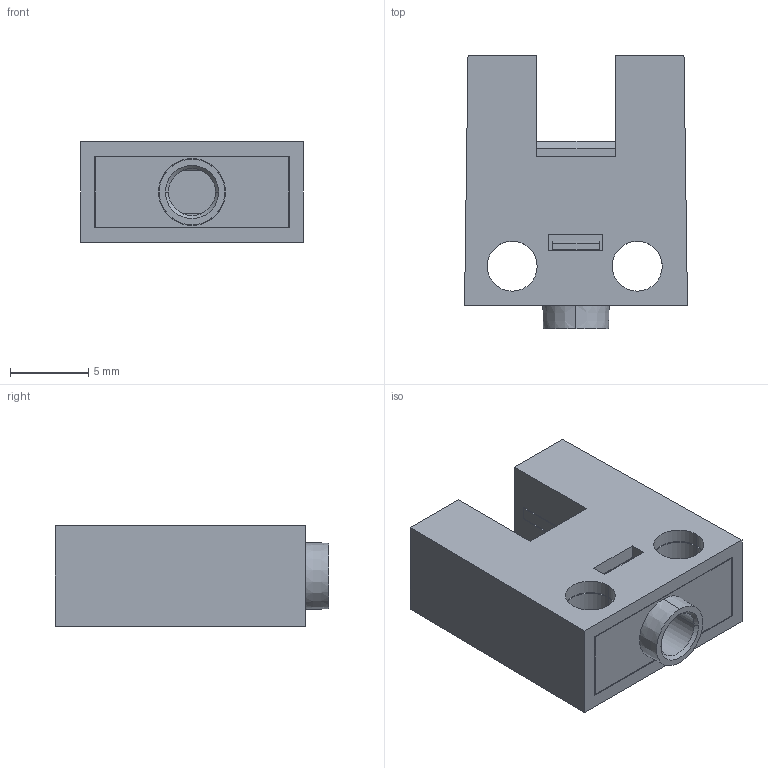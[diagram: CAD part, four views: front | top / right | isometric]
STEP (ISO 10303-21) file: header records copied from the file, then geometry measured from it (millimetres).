
FILE_DESCRIPTION((''),'2;1');
FILE_NAME('R25-210218_ASM','2021-05-26T',('admin'),(''),'PRO/ENGINEER BY PARAMETRIC TECHNOLOGY CORPORATION, 2008380','PRO/ENGINEER BY PARAMETRIC TECHNOLOGY CORPORATION, 2008380','');
FILE_SCHEMA(('CONFIG_CONTROL_DESIGN'));
Length unit declared in the file: millimetre
Products named in the file (5): MANIFOLD_SOLID_BREP_167; MANIFOLD_SOLID_BREP_169; MANIFOLD_SOLID_BREP_170; ADMI50D1PBMW_ASM; R25-210218_ASM
Assembly tree (4 placements, depth 3):
  R25-210218_ASM
    ADMI50D1PBMW_ASM
      MANIFOLD_SOLID_BREP_167
      MANIFOLD_SOLID_BREP_169
      MANIFOLD_SOLID_BREP_170
Bounding box: 14.27 x 17.5 x 6.4 mm (x, y, z)
Volume: 700.8 mm3; surface area: 1932.9 mm2
Topology: 3 solids, 3 shells, 156 faces, 433 edges, 289 vertices
Faces by surface type: plane 124, cylinder 28, cone 4
Entity records: 5148 total; most frequent: CARTESIAN_POINT 941, ORIENTED_EDGE 866, DIRECTION 814, EDGE_CURVE 433, VECTOR 356, LINE 356, VERTEX_POINT 289, AXIS2_PLACEMENT_3D 229
